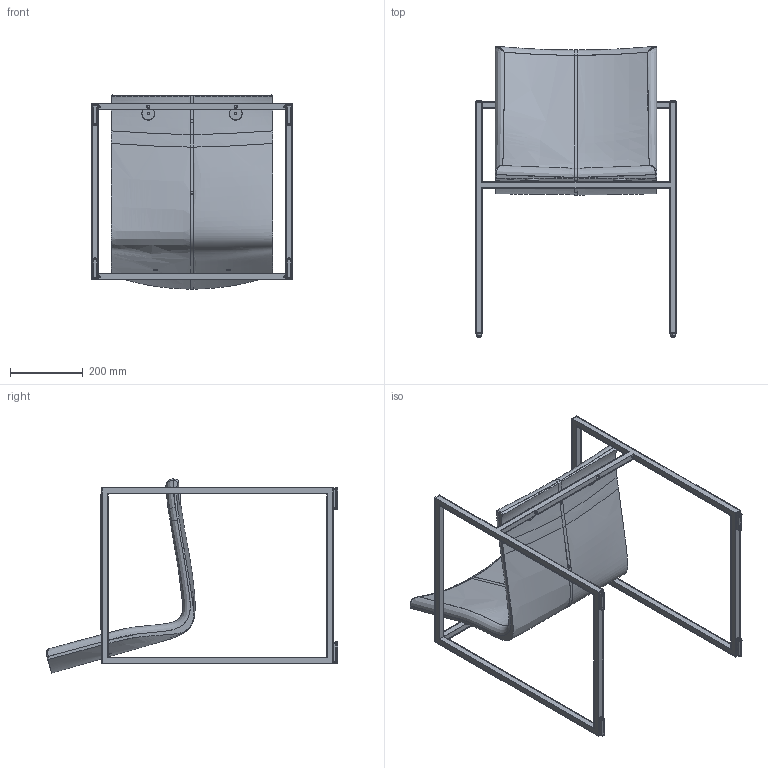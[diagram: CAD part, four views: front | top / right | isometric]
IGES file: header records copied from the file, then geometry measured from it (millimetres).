
Start section: SolidWorks IGES file using analytic representation for surfaces
Global section: file name: Arco-Frame_XL-Burkhard_Vogtherr-3Dfile.IGS; native system: SolidWorks 2019; preprocessor: SolidWorks 2019; author: aCobanoglu; date: 200623.125315; units: millimetre
Bounding box: 551 x 800.58 x 533.38 mm (x, y, z)
Surface area: 1517076.6 mm2 (no closed solid volume)
Topology: 0 solids, 0 shells, 748 faces, 10463 edges, 10442 vertices
Faces by surface type: bspline 438, revolution 310
